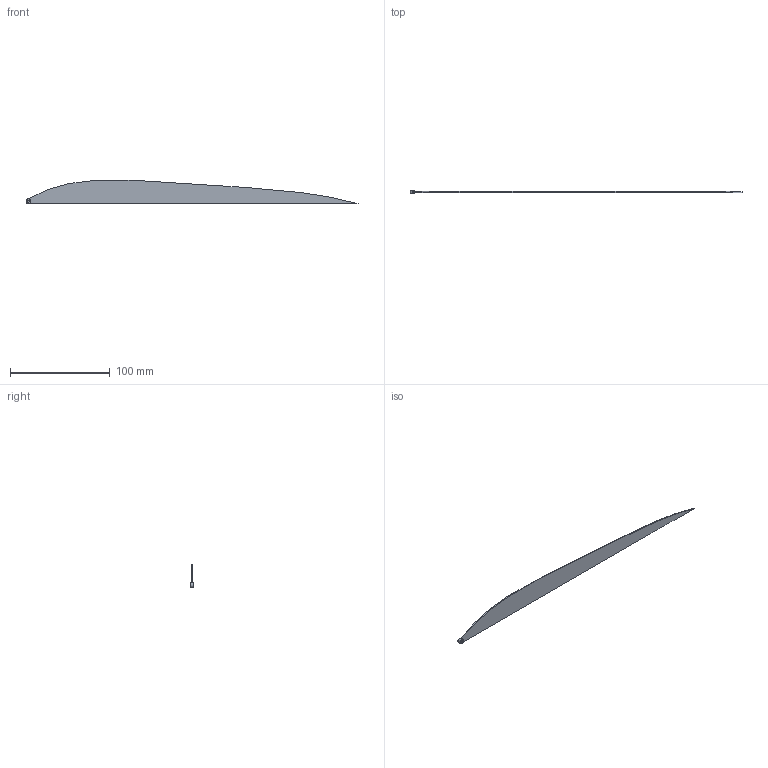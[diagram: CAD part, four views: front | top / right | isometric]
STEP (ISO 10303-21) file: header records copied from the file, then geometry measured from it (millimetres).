
FILE_DESCRIPTION (( 'STEP AP203' ), '1' );
FILE_NAME ('Propell_Default_sldprt.STEP', '2023-03-17T10:55:11', ( '' ), ( '' ), 'SwSTEP 2.0', 'SolidWorks 2022', '' );
FILE_SCHEMA (( 'CONFIG_CONTROL_DESIGN' ));
Length unit declared in the file: millimetre
Products named in the file (1): Propell_Default_sldprt
Bounding box: 332.5 x 3 x 23.42 mm (x, y, z)
Volume: 5484.4 mm3; surface area: 11630.7 mm2
Topology: 1 solids, 1 shells, 15 faces, 31 edges, 18 vertices
Faces by surface type: plane 8, cylinder 6, bspline 1
Entity records: 484 total; most frequent: CARTESIAN_POINT 82, DIRECTION 71, ORIENTED_EDGE 62, EDGE_CURVE 31, AXIS2_PLACEMENT_3D 27, VERTEX_POINT 18, VECTOR 17, EDGE_LOOP 17
